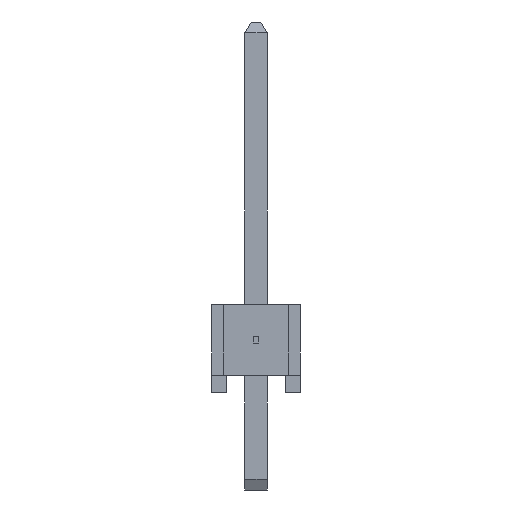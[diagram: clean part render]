
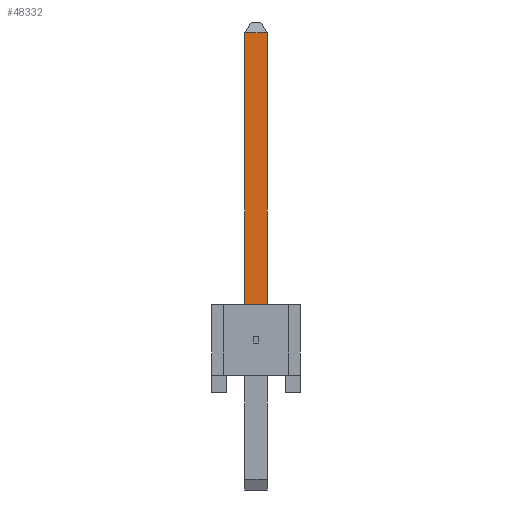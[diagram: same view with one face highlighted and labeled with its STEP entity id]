
A CAD part, left-side view. The second image highlights one B-rep face of the part: STEP entity #48332.
In plain terms, the highlighted planar face has unit normal (-1, 0, 0).
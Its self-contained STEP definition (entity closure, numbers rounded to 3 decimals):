
#48332 = ADVANCED_FACE('',(#48333),#48367,.F.);
#48333 = FACE_BOUND('',#48334,.T.);
#48334 = EDGE_LOOP('',(#48335,#48345,#48353,#48361));
#48335 = ORIENTED_EDGE('',*,*,#48336,.T.);
#48336 = EDGE_CURVE('',#48337,#48339,#48341,.T.);
#48337 = VERTEX_POINT('',#48338);
#48338 = CARTESIAN_POINT('',(-48.578,13.157,0.318));
#48339 = VERTEX_POINT('',#48340);
#48340 = CARTESIAN_POINT('',(-48.578,13.157,-0.318));
#48341 = LINE('',#48342,#48343);
#48342 = CARTESIAN_POINT('',(-48.578,13.157,2.54));
#48343 = VECTOR('',#48344,1.);
#48344 = DIRECTION('',(0.,0.,-1.));
#48345 = ORIENTED_EDGE('',*,*,#48346,.T.);
#48346 = EDGE_CURVE('',#48339,#48347,#48349,.T.);
#48347 = VERTEX_POINT('',#48348);
#48348 = CARTESIAN_POINT('',(-48.578,4.191,-0.318));
#48349 = LINE('',#48350,#48351);
#48350 = CARTESIAN_POINT('',(-48.578,13.462,-0.318));
#48351 = VECTOR('',#48352,1.);
#48352 = DIRECTION('',(0.,-1.,0.));
#48353 = ORIENTED_EDGE('',*,*,#48354,.F.);
#48354 = EDGE_CURVE('',#48355,#48347,#48357,.T.);
#48355 = VERTEX_POINT('',#48356);
#48356 = CARTESIAN_POINT('',(-48.578,4.191,0.318));
#48357 = LINE('',#48358,#48359);
#48358 = CARTESIAN_POINT('',(-48.578,4.191,0.318));
#48359 = VECTOR('',#48360,1.);
#48360 = DIRECTION('',(0.,0.,-1.));
#48361 = ORIENTED_EDGE('',*,*,#48362,.F.);
#48362 = EDGE_CURVE('',#48337,#48355,#48363,.T.);
#48363 = LINE('',#48364,#48365);
#48364 = CARTESIAN_POINT('',(-48.578,13.462,0.318));
#48365 = VECTOR('',#48366,1.);
#48366 = DIRECTION('',(0.,-1.,0.));
#48367 = PLANE('',#48368);
#48368 = AXIS2_PLACEMENT_3D('',#48369,#48370,#48371);
#48369 = CARTESIAN_POINT('',(-48.578,13.462,0.318));
#48370 = DIRECTION('',(1.,0.,0.));
#48371 = DIRECTION('',(0.,0.,-1.));
